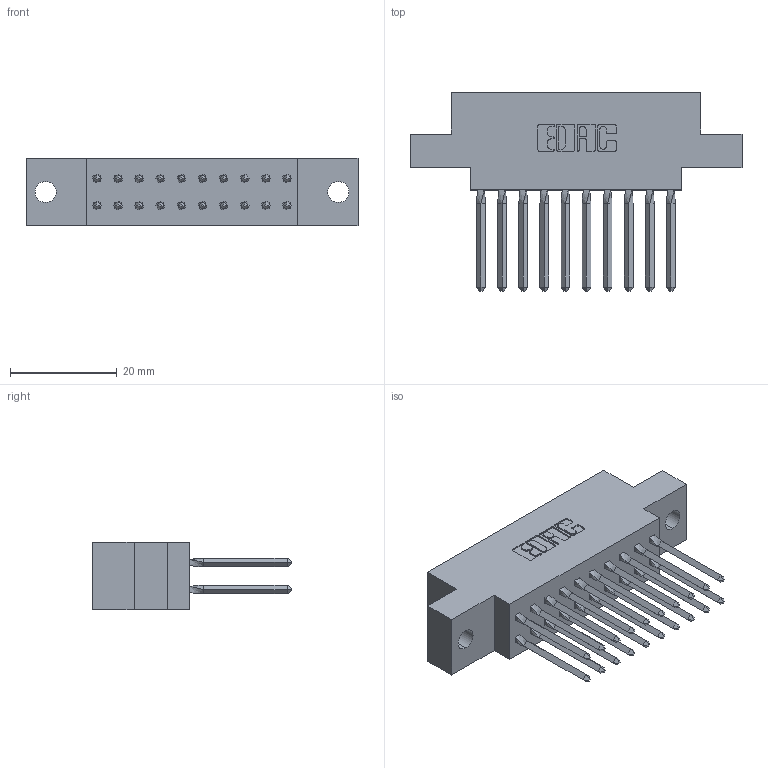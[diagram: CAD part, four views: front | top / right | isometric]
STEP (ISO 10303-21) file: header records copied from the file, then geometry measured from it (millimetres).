
FILE_DESCRIPTION (( 'STEP AP203' ), '1' );
FILE_NAME ('317-020-542-804.STEP', '2020-02-27T16:47:18', ( '' ), ( '' ), 'SwSTEP 2.0', 'SolidWorks 2016', '' );
FILE_SCHEMA (( 'CONFIG_CONTROL_DESIGN' ));
Length unit declared in the file: inch
Products named in the file (3): 317-290-003_542; 317 Part_.156 Dia - TH; 317-020-542-804
Assembly tree (21 placements, depth 2):
  317-020-542-804
    317 Part_.156 Dia - TH
    317-290-003_542  x20
Bounding box: 62.33 x 37.34 x 12.7 mm (x, y, z)
Volume: 9107.5 mm3; surface area: 11455.1 mm2
Topology: 21 solids, 21 shells, 1242 faces, 3475 edges, 2222 vertices
Faces by surface type: plane 978, cylinder 184, bspline 80
Entity records: 17939 total; most frequent: CARTESIAN_POINT 3373, ORIENTED_EDGE 3036, DIRECTION 2610, EDGE_CURVE 1518, LINE 1348, VECTOR 1348, VERTEX_POINT 1006, AXIS2_PLACEMENT_3D 631
